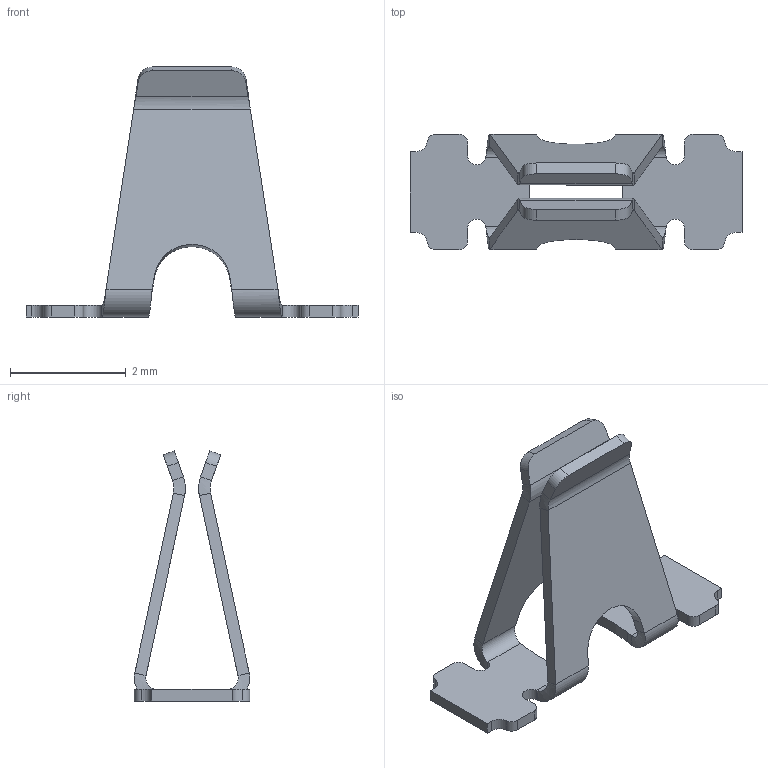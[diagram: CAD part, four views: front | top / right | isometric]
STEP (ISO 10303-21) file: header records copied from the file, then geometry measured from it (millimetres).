
FILE_DESCRIPTION((''),'2;1');
FILE_NAME('S909','2014-08-05T',('sbennett'),(''),'PRO/ENGINEER BY PARAMETRIC TECHNOLOGY CORPORATION, 2014090','PRO/ENGINEER BY PARAMETRIC TECHNOLOGY CORPORATION, 2014090','');
FILE_SCHEMA(('CONFIG_CONTROL_DESIGN'));
Length unit declared in the file: millimetre
Products named in the file (1): S909
Bounding box: 5.75 x 2 x 4.33 mm (x, y, z)
Volume: 5 mm3; surface area: 57.9 mm2
Topology: 1 solids, 1 shells, 96 faces, 240 edges, 144 vertices
Faces by surface type: plane 44, cylinder 36, bspline 16
Entity records: 4115 total; most frequent: CARTESIAN_POINT 1110, ORIENTED_EDGE 480, DIRECTION 416, PRESENTATION_STYLE_ASSIGNMENT 243, STYLED_ITEM 241, CURVE_STYLE 240, EDGE_CURVE 240, VECTOR 160
